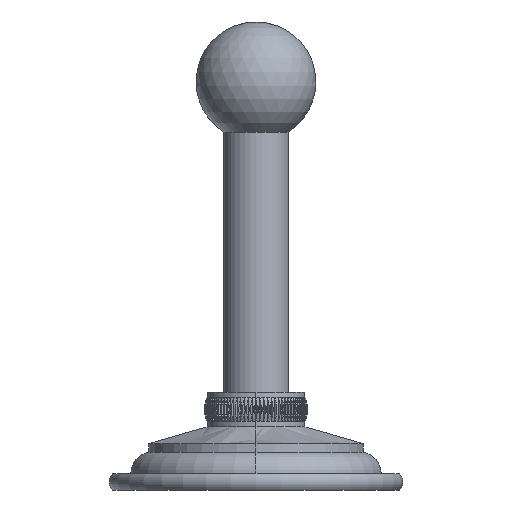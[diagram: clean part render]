
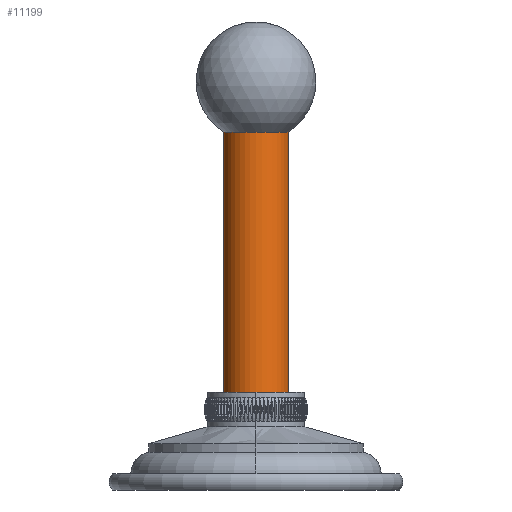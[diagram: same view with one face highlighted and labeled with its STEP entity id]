
A CAD part, left-side view. The second image highlights one B-rep face of the part: STEP entity #11199.
In plain terms, the highlighted cylindrical face has radius 6 mm (diameter 12 mm), a partial arc.
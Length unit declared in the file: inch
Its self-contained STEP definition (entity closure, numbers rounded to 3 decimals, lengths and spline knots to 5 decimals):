
#2691=CARTESIAN_POINT('',(0.,0.,0.59055));
#2692=DIRECTION('',(0.,0.,-1.));
#2693=DIRECTION('',(0.,-1.,0.));
#2694=AXIS2_PLACEMENT_3D('',#2691,#2692,#2693);
#2696=DIRECTION('',(0.,0.,1.));
#2697=VECTOR('',#2696,1.88145);
#2698=CARTESIAN_POINT('',(0.,0.23622,0.59055));
#2699=LINE('',#2698,#2697);
#2700=DIRECTION('',(0.,0.,1.));
#2701=VECTOR('',#2700,1.88145);
#2702=CARTESIAN_POINT('',(0.,-0.23622,0.59055));
#2703=LINE('',#2702,#2701);
#2714=CARTESIAN_POINT('',(0.,0.,2.472));
#2715=DIRECTION('',(0.,0.,1.));
#2716=DIRECTION('',(0.,1.,0.));
#2717=AXIS2_PLACEMENT_3D('',#2714,#2715,#2716);
#6480=CARTESIAN_POINT('',(0.,0.23622,2.472));
#6482=VERTEX_POINT('',#6480);
#6484=CARTESIAN_POINT('',(0.,-0.23622,2.472));
#6485=VERTEX_POINT('',#6484);
#6490=CARTESIAN_POINT('',(0.,0.23622,0.59055));
#6491=CARTESIAN_POINT('',(0.,-0.23622,0.59055));
#6492=VERTEX_POINT('',#6490);
#6493=VERTEX_POINT('',#6491);
#11187=CARTESIAN_POINT('',(0.,0.,3.43529));
#11188=DIRECTION('',(0.,0.,-1.));
#11189=DIRECTION('',(0.,-1.,0.));
#11190=AXIS2_PLACEMENT_3D('',#11187,#11188,#11189);
#11191=CYLINDRICAL_SURFACE('',#11190,0.23622);
#11192=ORIENTED_EDGE('',*,*,#11167,.T.);
#11193=ORIENTED_EDGE('',*,*,#11182,.T.);
#11195=ORIENTED_EDGE('',*,*,#11194,.T.);
#11196=ORIENTED_EDGE('',*,*,#11178,.F.);
#11197=EDGE_LOOP('',(#11192,#11193,#11195,#11196));
#11198=FACE_OUTER_BOUND('',#11197,.F.);
#11199=ADVANCED_FACE('',(#11198),#11191,.T.);
#2695=CIRCLE('',#2694,0.23622);
#2718=CIRCLE('',#2717,0.23622);
#11167=EDGE_CURVE('',#6493,#6492,#2695,.T.);
#11178=EDGE_CURVE('',#6493,#6485,#2703,.T.);
#11182=EDGE_CURVE('',#6492,#6482,#2699,.T.);
#11194=EDGE_CURVE('',#6482,#6485,#2718,.T.);
